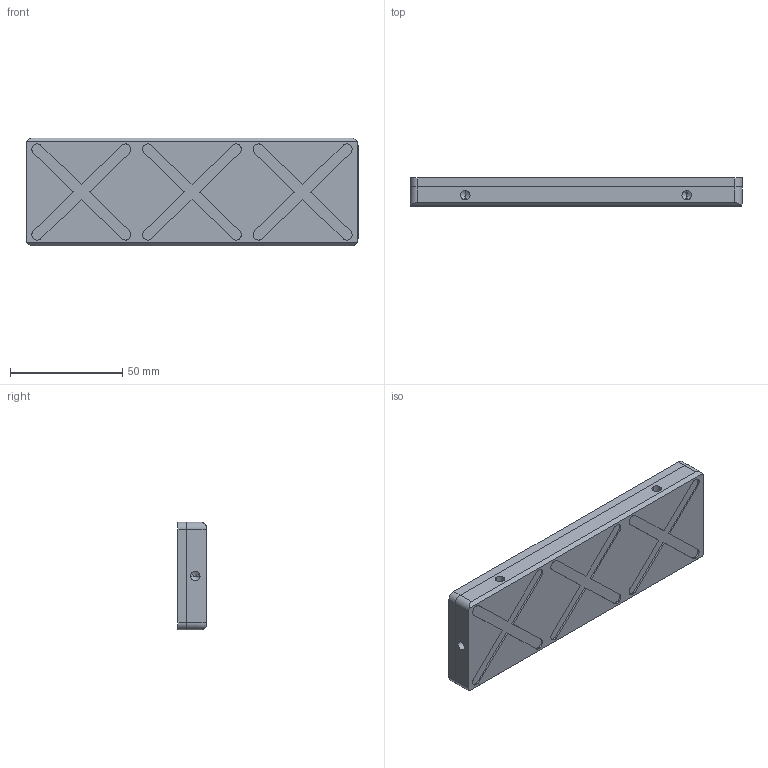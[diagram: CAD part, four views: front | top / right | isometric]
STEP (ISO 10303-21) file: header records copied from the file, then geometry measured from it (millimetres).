
FILE_DESCRIPTION (( 'STEP AP214' ), '1' );
FILE_NAME ('S17048312.5.STEP', '2024-01-25T17:16:53', ( '' ), ( '' ), 'SwSTEP 2.0', 'SolidWorks 2023', '' );
FILE_SCHEMA (( 'AUTOMOTIVE_DESIGN' ));
Length unit declared in the file: millimetre
Products named in the file (4): 62S048312.5-TEMPLATE; S90A002; S17048312.5; 17S048312.5-TEMPLATE
Assembly tree (2 placements, depth 2):
  S90A002
  S17048312.5
    17S048312.5-TEMPLATE
    62S048312.5-TEMPLATE
Bounding box: 148.1 x 12.5 x 48.1 mm (x, y, z)
Volume: 86524.2 mm3; surface area: 34370.4 mm2
Topology: 2 solids, 2 shells, 91 faces, 240 edges, 150 vertices
Faces by surface type: plane 41, cylinder 38, cone 12
Entity records: 2829 total; most frequent: DIRECTION 492, CARTESIAN_POINT 486, ORIENTED_EDGE 456, EDGE_CURVE 228, AXIS2_PLACEMENT_3D 172, VERTEX_POINT 150, LINE 148, VECTOR 148
